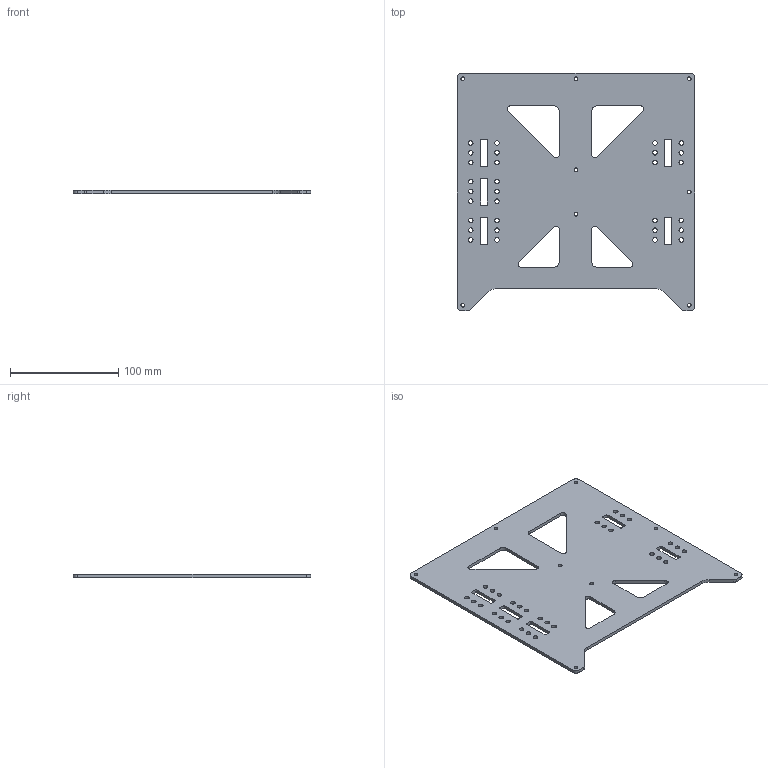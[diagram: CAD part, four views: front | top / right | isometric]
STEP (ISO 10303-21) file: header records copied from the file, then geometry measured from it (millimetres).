
FILE_DESCRIPTION(('FreeCAD Model'),'2;1');
FILE_NAME('carriage-plate.step','2019-06-22T11:58:55',(''),(''),'Open CASCADE STEP processor 7.3', 'FreeCAD','Unknown');
FILE_SCHEMA(('AUTOMOTIVE_DESIGN { 1 0 10303 214 1 1 1 1 }'));
Length unit declared in the file: millimetre
Products named in the file (1): carriage-plate
Bounding box: 219 x 219 x 3 mm (x, y, z)
Volume: 116312.9 mm3; surface area: 84294 mm2
Topology: 1 solids, 1 shells, 120 faces, 354 edges, 236 vertices
Faces by surface type: cylinder 78, plane 42
Full cylindrical faces by diameter (mm): 3.4 x8, 4.2 x30
Entity records: 9353 total; most frequent: CARTESIAN_POINT 2355, DIRECTION 1304, LINE 750, VECTOR 750, ORIENTED_EDGE 708, PCURVE 708, DEFINITIONAL_REPRESENTATION 708, EDGE_CURVE 354
